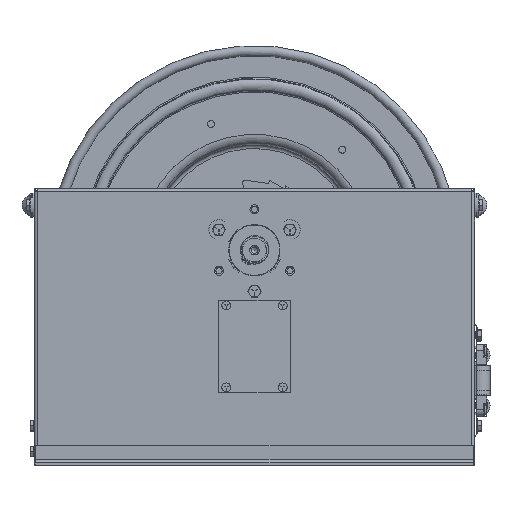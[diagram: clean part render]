
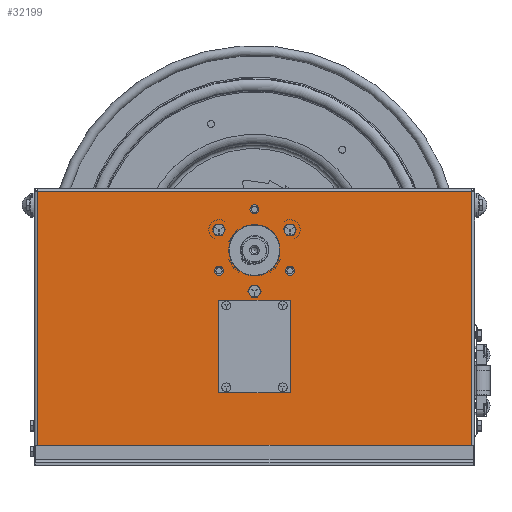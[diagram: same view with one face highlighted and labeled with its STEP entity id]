
A CAD part, top view. The second image highlights one B-rep face of the part: STEP entity #32199.
In plain terms, the highlighted planar face has unit normal (0, 0, 1).
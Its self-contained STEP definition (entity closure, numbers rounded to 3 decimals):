
#1665=FACE_BOUND('',#3436,.T.);
#1666=FACE_BOUND('',#3437,.T.);
#1667=FACE_BOUND('',#3438,.T.);
#1668=FACE_BOUND('',#3439,.T.);
#1669=FACE_BOUND('',#3440,.T.);
#1670=FACE_BOUND('',#3441,.T.);
#1671=FACE_BOUND('',#3442,.T.);
#1672=FACE_BOUND('',#3443,.T.);
#1673=FACE_BOUND('',#3444,.T.);
#1674=FACE_BOUND('',#3445,.T.);
#1675=FACE_BOUND('',#3446,.T.);
#1676=FACE_BOUND('',#3447,.T.);
#2417=PLANE('',#33195);
#2825=FACE_OUTER_BOUND('',#3435,.T.);
#3435=EDGE_LOOP('',(#24759,#24760,#24761,#24762));
#3436=EDGE_LOOP('',(#24763,#24764,#24765,#24766));
#3437=EDGE_LOOP('',(#24767));
#3438=EDGE_LOOP('',(#24768));
#3439=EDGE_LOOP('',(#24769));
#3440=EDGE_LOOP('',(#24770));
#3441=EDGE_LOOP('',(#24771));
#3442=EDGE_LOOP('',(#24772));
#3443=EDGE_LOOP('',(#24773));
#3444=EDGE_LOOP('',(#24774));
#3445=EDGE_LOOP('',(#24775));
#3446=EDGE_LOOP('',(#24776));
#3447=EDGE_LOOP('',(#24777));
#4799=CIRCLE('',#33196,0.155);
#4800=CIRCLE('',#33197,0.155);
#4801=CIRCLE('',#33198,0.155);
#4802=CIRCLE('',#33199,0.155);
#4803=CIRCLE('',#33200,0.22);
#4804=CIRCLE('',#33201,0.22);
#4805=CIRCLE('',#33202,0.22);
#4806=CIRCLE('',#33203,0.22);
#4807=CIRCLE('',#33204,0.22);
#4808=CIRCLE('',#33205,0.22);
#4809=CIRCLE('',#33206,1.14);
#5932=LINE('',#41870,#9365);
#5933=LINE('',#41876,#9366);
#5935=LINE('',#41882,#9368);
#5936=LINE('',#41883,#9369);
#5937=LINE('',#41886,#9370);
#5938=LINE('',#41888,#9371);
#5939=LINE('',#41890,#9372);
#5940=LINE('',#41891,#9373);
#9365=VECTOR('',#34942,13.351);
#9366=VECTOR('',#34949,21.201);
#9368=VECTOR('',#34955,21.201);
#9369=VECTOR('',#34956,13.351);
#9370=VECTOR('',#34957,4.);
#9371=VECTOR('',#34958,2.);
#9372=VECTOR('',#34959,4.);
#9373=VECTOR('',#34960,2.);
#12799=VERTEX_POINT('',#41867);
#12800=VERTEX_POINT('',#41869);
#12802=VERTEX_POINT('',#41875);
#12804=VERTEX_POINT('',#41881);
#12805=VERTEX_POINT('',#41884);
#12806=VERTEX_POINT('',#41885);
#12807=VERTEX_POINT('',#41887);
#12808=VERTEX_POINT('',#41889);
#12809=VERTEX_POINT('',#41892);
#12810=VERTEX_POINT('',#41894);
#12811=VERTEX_POINT('',#41896);
#12812=VERTEX_POINT('',#41898);
#12813=VERTEX_POINT('',#41900);
#12814=VERTEX_POINT('',#41902);
#12815=VERTEX_POINT('',#41904);
#12816=VERTEX_POINT('',#41906);
#12817=VERTEX_POINT('',#41908);
#12818=VERTEX_POINT('',#41910);
#12819=VERTEX_POINT('',#41912);
#18594=EDGE_CURVE('',#12800,#12799,#5932,.T.);
#18597=EDGE_CURVE('',#12802,#12800,#5933,.T.);
#18600=EDGE_CURVE('',#12804,#12799,#5935,.T.);
#18601=EDGE_CURVE('',#12804,#12802,#5936,.T.);
#18602=EDGE_CURVE('',#12805,#12806,#5937,.T.);
#18603=EDGE_CURVE('',#12806,#12807,#5938,.T.);
#18604=EDGE_CURVE('',#12807,#12808,#5939,.T.);
#18605=EDGE_CURVE('',#12808,#12805,#5940,.T.);
#18606=EDGE_CURVE('',#12809,#12809,#4799,.T.);
#18607=EDGE_CURVE('',#12810,#12810,#4800,.T.);
#18608=EDGE_CURVE('',#12811,#12811,#4801,.T.);
#18609=EDGE_CURVE('',#12812,#12812,#4802,.T.);
#18610=EDGE_CURVE('',#12813,#12813,#4803,.T.);
#18611=EDGE_CURVE('',#12814,#12814,#4804,.T.);
#18612=EDGE_CURVE('',#12815,#12815,#4805,.T.);
#18613=EDGE_CURVE('',#12816,#12816,#4806,.T.);
#18614=EDGE_CURVE('',#12817,#12817,#4807,.T.);
#18615=EDGE_CURVE('',#12818,#12818,#4808,.T.);
#18616=EDGE_CURVE('',#12819,#12819,#4809,.T.);
#24759=ORIENTED_EDGE('',*,*,#18594,.T.);
#24760=ORIENTED_EDGE('',*,*,#18600,.F.);
#24761=ORIENTED_EDGE('',*,*,#18601,.T.);
#24762=ORIENTED_EDGE('',*,*,#18597,.T.);
#24763=ORIENTED_EDGE('',*,*,#18602,.T.);
#24764=ORIENTED_EDGE('',*,*,#18603,.T.);
#24765=ORIENTED_EDGE('',*,*,#18604,.T.);
#24766=ORIENTED_EDGE('',*,*,#18605,.T.);
#24767=ORIENTED_EDGE('',*,*,#18606,.T.);
#24768=ORIENTED_EDGE('',*,*,#18607,.T.);
#24769=ORIENTED_EDGE('',*,*,#18608,.T.);
#24770=ORIENTED_EDGE('',*,*,#18609,.T.);
#24771=ORIENTED_EDGE('',*,*,#18610,.T.);
#24772=ORIENTED_EDGE('',*,*,#18611,.T.);
#24773=ORIENTED_EDGE('',*,*,#18612,.T.);
#24774=ORIENTED_EDGE('',*,*,#18613,.T.);
#24775=ORIENTED_EDGE('',*,*,#18614,.T.);
#24776=ORIENTED_EDGE('',*,*,#18615,.T.);
#24777=ORIENTED_EDGE('',*,*,#18616,.T.);
#32199=ADVANCED_FACE('',(#2825,#1665,#1666,#1667,#1668,#1669,#1670,#1671,
#1672,#1673,#1674,#1675,#1676),#2417,.T.);
#33195=AXIS2_PLACEMENT_3D('',#41880,#34953,#34954);
#33196=AXIS2_PLACEMENT_3D('',#41893,#34961,#34962);
#33197=AXIS2_PLACEMENT_3D('',#41895,#34963,#34964);
#33198=AXIS2_PLACEMENT_3D('',#41897,#34965,#34966);
#33199=AXIS2_PLACEMENT_3D('',#41899,#34967,#34968);
#33200=AXIS2_PLACEMENT_3D('',#41901,#34969,#34970);
#33201=AXIS2_PLACEMENT_3D('',#41903,#34971,#34972);
#33202=AXIS2_PLACEMENT_3D('',#41905,#34973,#34974);
#33203=AXIS2_PLACEMENT_3D('',#41907,#34975,#34976);
#33204=AXIS2_PLACEMENT_3D('',#41909,#34977,#34978);
#33205=AXIS2_PLACEMENT_3D('',#41911,#34979,#34980);
#33206=AXIS2_PLACEMENT_3D('',#41913,#34981,#34982);
#34942=DIRECTION('',(0.,-1.,0.));
#34949=DIRECTION('',(-1.,0.,0.));
#34953=DIRECTION('center_axis',(0.,0.,1.));
#34954=DIRECTION('ref_axis',(1.,0.,0.));
#34955=DIRECTION('',(-1.,0.,0.));
#34956=DIRECTION('',(0.,1.,0.));
#34957=DIRECTION('',(0.,1.,0.));
#34958=DIRECTION('',(1.,0.,0.));
#34959=DIRECTION('',(0.,-1.,0.));
#34960=DIRECTION('',(-1.,0.,0.));
#34961=DIRECTION('center_axis',(0.,0.,-1.));
#34962=DIRECTION('ref_axis',(1.,0.,0.));
#34963=DIRECTION('center_axis',(0.,0.,-1.));
#34964=DIRECTION('ref_axis',(1.,0.,0.));
#34965=DIRECTION('center_axis',(0.,0.,-1.));
#34966=DIRECTION('ref_axis',(1.,0.,0.));
#34967=DIRECTION('center_axis',(0.,0.,-1.));
#34968=DIRECTION('ref_axis',(1.,0.,0.));
#34969=DIRECTION('center_axis',(0.,0.,-1.));
#34970=DIRECTION('ref_axis',(1.,0.,0.));
#34971=DIRECTION('center_axis',(0.,0.,-1.));
#34972=DIRECTION('ref_axis',(1.,0.,0.));
#34973=DIRECTION('center_axis',(0.,0.,-1.));
#34974=DIRECTION('ref_axis',(1.,0.,0.));
#34975=DIRECTION('center_axis',(0.,0.,-1.));
#34976=DIRECTION('ref_axis',(1.,0.,0.));
#34977=DIRECTION('center_axis',(0.,0.,-1.));
#34978=DIRECTION('ref_axis',(1.,0.,0.));
#34979=DIRECTION('center_axis',(0.,0.,-1.));
#34980=DIRECTION('ref_axis',(1.,0.,0.));
#34981=DIRECTION('center_axis',(0.,0.,-1.));
#34982=DIRECTION('ref_axis',(-1.,0.,0.));
#41867=CARTESIAN_POINT('',(-10.601,-6.75,0.075));
#41869=CARTESIAN_POINT('',(-10.601,6.601,0.075));
#41870=CARTESIAN_POINT('',(-10.601,3.3,0.075));
#41875=CARTESIAN_POINT('',(10.601,6.601,0.075));
#41876=CARTESIAN_POINT('',(5.375,6.601,0.075));
#41880=CARTESIAN_POINT('Origin',(0.,0.,
0.075));
#41881=CARTESIAN_POINT('',(10.601,-6.75,0.075));
#41882=CARTESIAN_POINT('',(10.75,-6.75,0.075));
#41883=CARTESIAN_POINT('',(10.601,-3.375,0.075));
#41884=CARTESIAN_POINT('',(-1.,-2.94,0.075));
#41885=CARTESIAN_POINT('',(-1.,1.06,0.075));
#41886=CARTESIAN_POINT('',(-1.,0.53,0.075));
#41887=CARTESIAN_POINT('',(1.,1.06,0.075));
#41888=CARTESIAN_POINT('',(0.5,1.06,0.075));
#41889=CARTESIAN_POINT('',(1.,-2.94,0.075));
#41890=CARTESIAN_POINT('',(1.,-1.47,0.075));
#41891=CARTESIAN_POINT('',(-0.5,-2.94,0.075));
#41892=CARTESIAN_POINT('',(1.53,-2.94,0.075));
#41893=CARTESIAN_POINT('Origin',(1.375,-2.94,0.075));
#41894=CARTESIAN_POINT('',(-1.22,1.06,0.075));
#41895=CARTESIAN_POINT('Origin',(-1.375,1.06,0.075));
#41896=CARTESIAN_POINT('',(1.53,1.06,0.075));
#41897=CARTESIAN_POINT('Origin',(1.375,1.06,0.075));
#41898=CARTESIAN_POINT('',(-1.22,-2.94,0.075));
#41899=CARTESIAN_POINT('Origin',(-1.375,-2.94,0.075));
#41900=CARTESIAN_POINT('',(1.952,2.75,0.075));
#41901=CARTESIAN_POINT('Origin',(1.732,2.75,0.075));
#41902=CARTESIAN_POINT('',(-1.512,2.75,0.075));
#41903=CARTESIAN_POINT('Origin',(-1.732,2.75,0.075));
#41904=CARTESIAN_POINT('',(0.22,5.75,0.075));
#41905=CARTESIAN_POINT('Origin',(0.,5.75,0.075));
#41906=CARTESIAN_POINT('',(-1.512,4.75,0.075));
#41907=CARTESIAN_POINT('Origin',(-1.732,4.75,0.075));
#41908=CARTESIAN_POINT('',(0.22,1.75,0.075));
#41909=CARTESIAN_POINT('Origin',(0.,1.75,0.075));
#41910=CARTESIAN_POINT('',(1.952,4.75,0.075));
#41911=CARTESIAN_POINT('Origin',(1.732,4.75,0.075));
#41912=CARTESIAN_POINT('',(1.14,3.75,0.075));
#41913=CARTESIAN_POINT('Origin',(0.,3.75,0.075));
